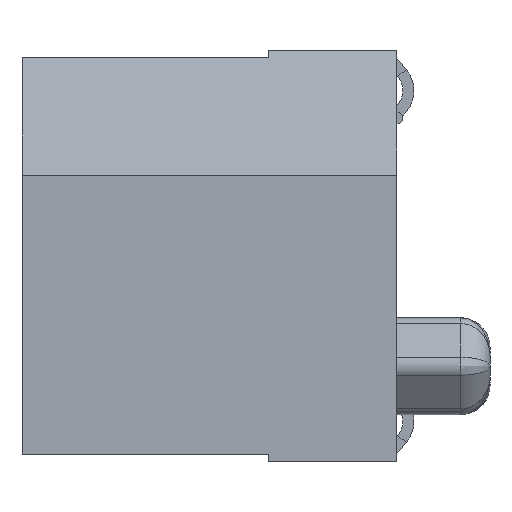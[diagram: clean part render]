
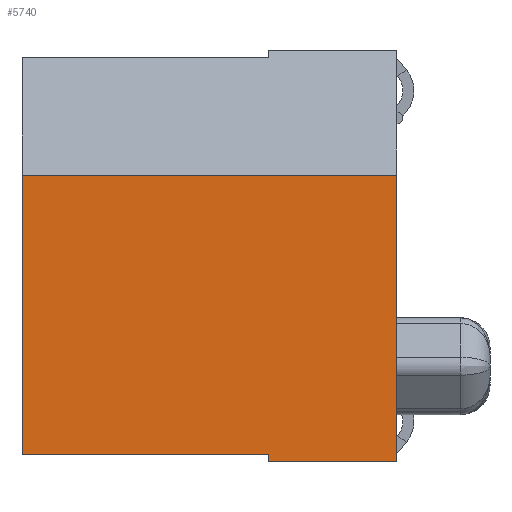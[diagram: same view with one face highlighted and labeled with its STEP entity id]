
A CAD part, left-side view. The second image highlights one B-rep face of the part: STEP entity #5740.
In plain terms, the highlighted planar face has unit normal (-1, 0, 0).
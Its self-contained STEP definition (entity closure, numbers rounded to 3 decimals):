
#5740 = ADVANCED_FACE ( 'NONE', ( #14423 ), #15662, .F. ) ;
#6473 = ORIENTED_EDGE ( 'NONE', *, *, #11119, .F. ) ;
#6474 = ORIENTED_EDGE ( 'NONE', *, *, #10228, .F. ) ;
#6475 = ORIENTED_EDGE ( 'NONE', *, *, #6848, .T. ) ;
#6476 = ORIENTED_EDGE ( 'NONE', *, *, #6986, .F. ) ;
#6477 = ORIENTED_EDGE ( 'NONE', *, *, #10190, .F. ) ;
#6478 = ORIENTED_EDGE ( 'NONE', *, *, #11115, .F. ) ;
#6848 = EDGE_CURVE ( 'NONE', #9411, #9377, #15037, .T. ) ;
#6986 = EDGE_CURVE ( 'NONE', #9411, #29542, #15302, .T. ) ;
#8333 = VERTEX_POINT ( 'NONE', #20874 ) ;
#8478 = VERTEX_POINT ( 'NONE', #21007 ) ;
#9377 = VERTEX_POINT ( 'NONE', #23408 ) ;
#9411 = VERTEX_POINT ( 'NONE', #23581 ) ;
#9546 = VERTEX_POINT ( 'NONE', #23955 ) ;
#10190 = EDGE_CURVE ( 'NONE', #29542, #8333, #26960, .T. ) ;
#10228 = EDGE_CURVE ( 'NONE', #8478, #9377, #27036, .T. ) ;
#11115 = EDGE_CURVE ( 'NONE', #8333, #9546, #25361, .T. ) ;
#11119 = EDGE_CURVE ( 'NONE', #9546, #8478, #25342, .T. ) ;
#12218 = AXIS2_PLACEMENT_3D ( 'NONE', #15657, #15667, #15668 ) ;
#14423 = FACE_OUTER_BOUND ( 'NONE', #32377, .T. ) ;
#15037 = LINE ( 'NONE', #16518, #15044 ) ;
#15044 = VECTOR ( 'NONE', #16521, 1000. ) ;
#15302 = LINE ( 'NONE', #16944, #15303 ) ;
#15303 = VECTOR ( 'NONE', #16946, 1000. ) ;
#15657 = CARTESIAN_POINT ( 'NONE',  ( -7., 3.35, -2.8 ) ) ;
#15662 = PLANE ( 'NONE',  #12218 ) ;
#15667 = DIRECTION ( 'NONE',  ( 1., 0., 0. ) ) ;
#15668 = DIRECTION ( 'NONE',  ( 0., 0., -1. ) ) ;
#16518 = CARTESIAN_POINT ( 'NONE',  ( -7., 3.35, -2.7 ) ) ;
#16521 = DIRECTION ( 'NONE',  ( 0., -1., 0. ) ) ;
#16944 = CARTESIAN_POINT ( 'NONE',  ( -7., 3.35, -2.8 ) ) ;
#16946 = DIRECTION ( 'NONE',  ( 0., 0., 1. ) ) ;
#20874 = CARTESIAN_POINT ( 'NONE',  ( -7., -1.75, 1.1 ) ) ;
#21007 = CARTESIAN_POINT ( 'NONE',  ( -7., 0., -2.8 ) ) ;
#23408 = CARTESIAN_POINT ( 'NONE',  ( -7., 0., -2.7 ) ) ;
#23581 = CARTESIAN_POINT ( 'NONE',  ( -7., 3.35, -2.7 ) ) ;
#23955 = CARTESIAN_POINT ( 'NONE',  ( -7., -1.75, -2.8 ) ) ;
#24983 = CARTESIAN_POINT ( 'NONE',  ( -7., -1.75, 2.8 ) ) ;
#24984 = DIRECTION ( 'NONE',  ( 0., 0., -1. ) ) ;
#24993 = CARTESIAN_POINT ( 'NONE',  ( -7., -1.75, -2.8 ) ) ;
#24994 = DIRECTION ( 'NONE',  ( 0., 1., 0. ) ) ;
#25342 = LINE ( 'NONE', #24993, #25365 ) ;
#25361 = LINE ( 'NONE', #24983, #25362 ) ;
#25362 = VECTOR ( 'NONE', #24984, 1000. ) ;
#25365 = VECTOR ( 'NONE', #24994, 1000. ) ;
#26960 = LINE ( 'NONE', #30776, #26961 ) ;
#26961 = VECTOR ( 'NONE', #30777, 1000. ) ;
#27036 = LINE ( 'NONE', #30854, #27037 ) ;
#27037 = VECTOR ( 'NONE', #30855, 1000. ) ;
#27360 = CARTESIAN_POINT ( 'NONE',  ( -7., 3.35, 1.1 ) ) ;
#29542 = VERTEX_POINT ( 'NONE', #27360 ) ;
#30776 = CARTESIAN_POINT ( 'NONE',  ( -7., 3.35, 1.1 ) ) ;
#30777 = DIRECTION ( 'NONE',  ( 0., -1., 0. ) ) ;
#30854 = CARTESIAN_POINT ( 'NONE',  ( -7., 0., -2.8 ) ) ;
#30855 = DIRECTION ( 'NONE',  ( 0., 0., 1. ) ) ;
#32377 = EDGE_LOOP ( 'NONE', ( #6478, #6477, #6476, #6475, #6474, #6473 ) ) ;
